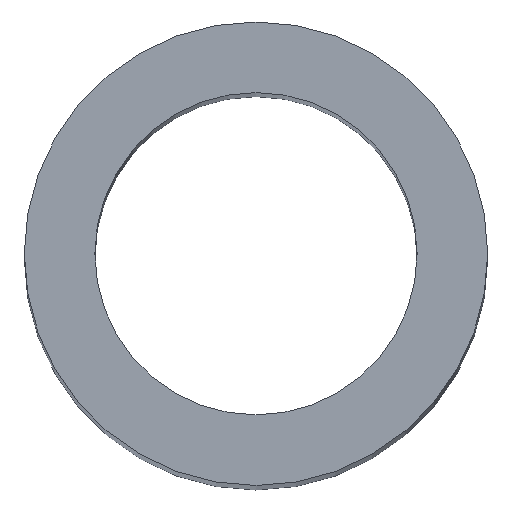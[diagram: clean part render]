
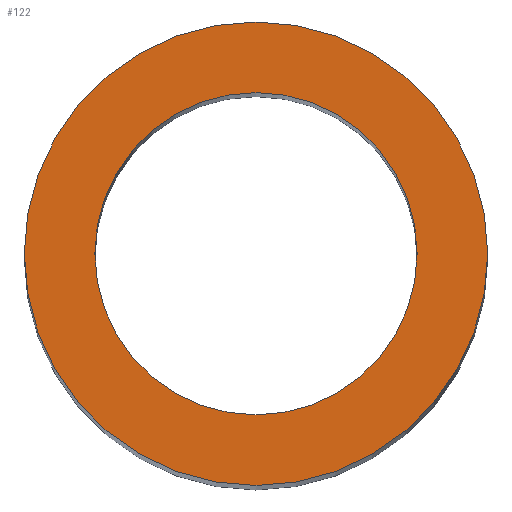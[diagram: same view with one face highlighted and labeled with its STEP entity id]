
A CAD part, top view. The second image highlights one B-rep face of the part: STEP entity #122.
In plain terms, the highlighted planar face has unit normal (0, 0, 1).
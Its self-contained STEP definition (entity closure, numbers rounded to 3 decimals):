
#3 = VERTEX_POINT ( 'NONE', #201 ) ;
#9 = VERTEX_POINT ( 'NONE', #192 ) ;
#10 = EDGE_CURVE ( 'NONE', #9, #108, #190, .T. ) ;
#59 = EDGE_CURVE ( 'NONE', #63, #3, #233, .T. ) ;
#63 = VERTEX_POINT ( 'NONE', #255 ) ;
#74 = EDGE_CURVE ( 'NONE', #3, #63, #314, .T. ) ;
#108 = VERTEX_POINT ( 'NONE', #288 ) ;
#121 = EDGE_CURVE ( 'NONE', #108, #9, #286, .T. ) ;
#122 = ADVANCED_FACE ( 'NONE', ( #287, #238 ), #237, .F. ) ;
#123 = EDGE_LOOP ( 'NONE', ( #168, #169 ) ) ;
#153 = ORIENTED_EDGE ( 'NONE', *, *, #121, .T. ) ;
#168 = ORIENTED_EDGE ( 'NONE', *, *, #74, .T. ) ;
#169 = ORIENTED_EDGE ( 'NONE', *, *, #59, .T. ) ;
#170 = EDGE_LOOP ( 'NONE', ( #171, #153 ) ) ;
#171 = ORIENTED_EDGE ( 'NONE', *, *, #10, .T. ) ;
#186 = DIRECTION ( 'NONE',  ( 1., 0., 0. ) ) ;
#187 = DIRECTION ( 'NONE',  ( 0., 0., 1. ) ) ;
#188 = CARTESIAN_POINT ( 'NONE',  ( 0., 0., 0. ) ) ;
#189 = AXIS2_PLACEMENT_3D ( 'NONE', #188, #187, #186 ) ;
#190 = CIRCLE ( 'NONE', #189, 10.75 ) ;
#192 = CARTESIAN_POINT ( 'NONE',  ( 10.75, 0., 0. ) ) ;
#201 = CARTESIAN_POINT ( 'NONE',  ( 0., 7.475, 0. ) ) ;
#221 = DIRECTION ( 'NONE',  ( -1., 0., 0. ) ) ;
#222 = DIRECTION ( 'NONE',  ( 0., 0., -1. ) ) ;
#224 = DIRECTION ( 'NONE',  ( 0., 0., -1. ) ) ;
#233 = CIRCLE ( 'NONE', #289, 7.475 ) ;
#234 = CARTESIAN_POINT ( 'NONE',  ( 0., 10.75, 0. ) ) ;
#235 = AXIS2_PLACEMENT_3D ( 'NONE', #234, #222, #221 ) ;
#237 = PLANE ( 'NONE',  #235 ) ;
#238 = FACE_OUTER_BOUND ( 'NONE', #170, .T. ) ;
#239 = DIRECTION ( 'NONE',  ( 1., 0., 0. ) ) ;
#241 = DIRECTION ( 'NONE',  ( 0., 1., 0. ) ) ;
#255 = CARTESIAN_POINT ( 'NONE',  ( 0., -7.475, 0. ) ) ;
#283 = DIRECTION ( 'NONE',  ( 0., 0., 1. ) ) ;
#284 = CARTESIAN_POINT ( 'NONE',  ( 0., 0., 0. ) ) ;
#285 = AXIS2_PLACEMENT_3D ( 'NONE', #284, #283, #239 ) ;
#286 = CIRCLE ( 'NONE', #285, 10.75 ) ;
#287 = FACE_BOUND ( 'NONE', #123, .T. ) ;
#288 = CARTESIAN_POINT ( 'NONE',  ( -10.75, 0., 0. ) ) ;
#289 = AXIS2_PLACEMENT_3D ( 'NONE', #337, #224, #241 ) ;
#310 = DIRECTION ( 'NONE',  ( 0., 1., 0. ) ) ;
#311 = DIRECTION ( 'NONE',  ( 0., 0., -1. ) ) ;
#312 = CARTESIAN_POINT ( 'NONE',  ( 0., 0., 0. ) ) ;
#313 = AXIS2_PLACEMENT_3D ( 'NONE', #312, #311, #310 ) ;
#314 = CIRCLE ( 'NONE', #313, 7.475 ) ;
#337 = CARTESIAN_POINT ( 'NONE',  ( 0., 0., 0. ) ) ;
